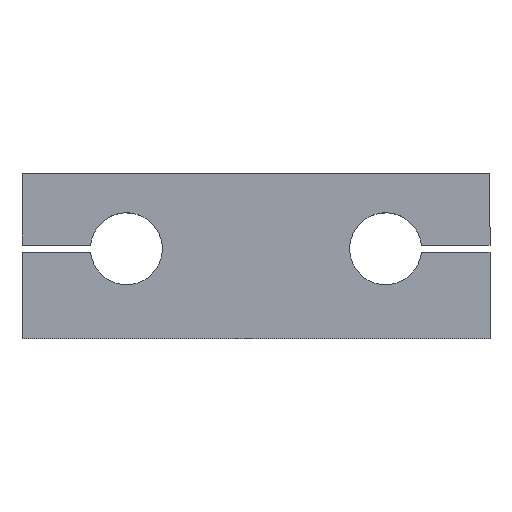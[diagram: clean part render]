
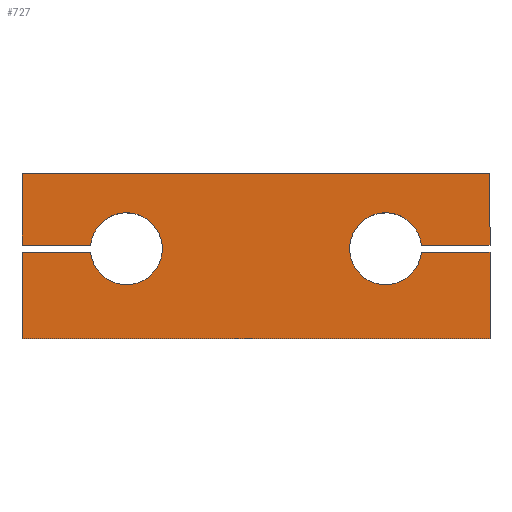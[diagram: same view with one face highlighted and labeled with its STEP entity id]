
A CAD part, top view. The second image highlights one B-rep face of the part: STEP entity #727.
In plain terms, the highlighted planar face has unit normal (0, 0, 1).
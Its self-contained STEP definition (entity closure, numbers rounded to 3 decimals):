
#11 = ORIENTED_EDGE ( 'NONE', *, *, #268, .T. ) ;
#14 = EDGE_CURVE ( 'NONE', #104, #357, #396, .T. ) ;
#15 = VERTEX_POINT ( 'NONE', #674 ) ;
#16 = ORIENTED_EDGE ( 'NONE', *, *, #556, .F. ) ;
#21 = AXIS2_PLACEMENT_3D ( 'NONE', #703, #774, #169 ) ;
#30 = CARTESIAN_POINT ( 'NONE',  ( 65., 46., 10. ) ) ;
#31 = VERTEX_POINT ( 'NONE', #141 ) ;
#41 = ORIENTED_EDGE ( 'NONE', *, *, #356, .T. ) ;
#42 = CARTESIAN_POINT ( 'NONE',  ( -65., 26., 10. ) ) ;
#43 = CARTESIAN_POINT ( 'NONE',  ( 65., 26., 10. ) ) ;
#44 = LINE ( 'NONE', #648, #681 ) ;
#47 = DIRECTION ( 'NONE',  ( -1., 0., 0. ) ) ;
#50 = CARTESIAN_POINT ( 'NONE',  ( -36., 25., 10. ) ) ;
#53 = LINE ( 'NONE', #43, #659 ) ;
#57 = CARTESIAN_POINT ( 'NONE',  ( -65., 24., 10. ) ) ;
#92 = VECTOR ( 'NONE', #439, 1000. ) ;
#104 = VERTEX_POINT ( 'NONE', #30 ) ;
#110 = CARTESIAN_POINT ( 'NONE',  ( -65., 46., 10. ) ) ;
#120 = DIRECTION ( 'NONE',  ( 0., 1., 0. ) ) ;
#135 = VERTEX_POINT ( 'NONE', #324 ) ;
#138 = CIRCLE ( 'NONE', #21, 10. ) ;
#141 = CARTESIAN_POINT ( 'NONE',  ( 45.95, 24., 10. ) ) ;
#169 = DIRECTION ( 'NONE',  ( -1., 0., 0. ) ) ;
#171 = CARTESIAN_POINT ( 'NONE',  ( 65., 0., 10. ) ) ;
#177 = EDGE_CURVE ( 'NONE', #334, #104, #44, .T. ) ;
#192 = LINE ( 'NONE', #445, #669 ) ;
#197 = ORIENTED_EDGE ( 'NONE', *, *, #494, .T. ) ;
#203 = EDGE_CURVE ( 'NONE', #352, #15, #416, .T. ) ;
#232 = CARTESIAN_POINT ( 'NONE',  ( -45.95, 24., 10. ) ) ;
#235 = ORIENTED_EDGE ( 'NONE', *, *, #804, .F. ) ;
#243 = CARTESIAN_POINT ( 'NONE',  ( -65., 26., 10. ) ) ;
#247 = VECTOR ( 'NONE', #776, 1000. ) ;
#249 = CARTESIAN_POINT ( 'NONE',  ( 45.95, 26., 10. ) ) ;
#262 = ORIENTED_EDGE ( 'NONE', *, *, #810, .F. ) ;
#268 = EDGE_CURVE ( 'NONE', #807, #31, #666, .T. ) ;
#273 = DIRECTION ( 'NONE',  ( -1., 0., 0. ) ) ;
#278 = EDGE_LOOP ( 'NONE', ( #11, #41, #339, #492, #538, #197, #16, #235, #262, #454, #629, #593 ) ) ;
#282 = VECTOR ( 'NONE', #553, 1000. ) ;
#291 = LINE ( 'NONE', #57, #438 ) ;
#299 = DIRECTION ( 'NONE',  ( 1., 0., 0. ) ) ;
#302 = DIRECTION ( 'NONE',  ( 0., 0., 1. ) ) ;
#307 = CARTESIAN_POINT ( 'NONE',  ( -45.95, 26., 10. ) ) ;
#311 = CIRCLE ( 'NONE', #815, 10. ) ;
#324 = CARTESIAN_POINT ( 'NONE',  ( -65., 24., 10. ) ) ;
#326 = VERTEX_POINT ( 'NONE', #42 ) ;
#334 = VERTEX_POINT ( 'NONE', #633 ) ;
#339 = ORIENTED_EDGE ( 'NONE', *, *, #819, .T. ) ;
#352 = VERTEX_POINT ( 'NONE', #558 ) ;
#356 = EDGE_CURVE ( 'NONE', #31, #583, #138, .T. ) ;
#357 = VERTEX_POINT ( 'NONE', #110 ) ;
#358 = CARTESIAN_POINT ( 'NONE',  ( -65., 0., 10. ) ) ;
#375 = EDGE_CURVE ( 'NONE', #135, #352, #543, .T. ) ;
#396 = LINE ( 'NONE', #458, #658 ) ;
#416 = LINE ( 'NONE', #628, #282 ) ;
#417 = DIRECTION ( 'NONE',  ( 1., 0., 0. ) ) ;
#438 = VECTOR ( 'NONE', #299, 1000. ) ;
#439 = DIRECTION ( 'NONE',  ( -1., 0., 0. ) ) ;
#445 = CARTESIAN_POINT ( 'NONE',  ( -65., 0., 10. ) ) ;
#454 = ORIENTED_EDGE ( 'NONE', *, *, #375, .T. ) ;
#458 = CARTESIAN_POINT ( 'NONE',  ( -65., 46., 10. ) ) ;
#470 = CARTESIAN_POINT ( 'NONE',  ( 65., 24., 10. ) ) ;
#473 = AXIS2_PLACEMENT_3D ( 'NONE', #570, #705, #47 ) ;
#477 = DIRECTION ( 'NONE',  ( 0., -1., 0. ) ) ;
#484 = LINE ( 'NONE', #171, #247 ) ;
#492 = ORIENTED_EDGE ( 'NONE', *, *, #177, .T. ) ;
#494 = EDGE_CURVE ( 'NONE', #357, #326, #192, .T. ) ;
#538 = ORIENTED_EDGE ( 'NONE', *, *, #14, .T. ) ;
#543 = LINE ( 'NONE', #358, #736 ) ;
#553 = DIRECTION ( 'NONE',  ( 1., 0., 0. ) ) ;
#556 = EDGE_CURVE ( 'NONE', #600, #326, #839, .T. ) ;
#558 = CARTESIAN_POINT ( 'NONE',  ( -65., 0., 10. ) ) ;
#560 = FACE_OUTER_BOUND ( 'NONE', #278, .T. ) ;
#570 = CARTESIAN_POINT ( 'NONE',  ( 0., 0., 10. ) ) ;
#583 = VERTEX_POINT ( 'NONE', #249 ) ;
#593 = ORIENTED_EDGE ( 'NONE', *, *, #840, .T. ) ;
#600 = VERTEX_POINT ( 'NONE', #307 ) ;
#628 = CARTESIAN_POINT ( 'NONE',  ( -65., 0., 10. ) ) ;
#629 = ORIENTED_EDGE ( 'NONE', *, *, #203, .T. ) ;
#630 = CARTESIAN_POINT ( 'NONE',  ( 65., 24., 10. ) ) ;
#633 = CARTESIAN_POINT ( 'NONE',  ( 65., 26., 10. ) ) ;
#635 = PLANE ( 'NONE',  #473 ) ;
#648 = CARTESIAN_POINT ( 'NONE',  ( 65., 0., 10. ) ) ;
#658 = VECTOR ( 'NONE', #737, 1000. ) ;
#659 = VECTOR ( 'NONE', #417, 1000. ) ;
#666 = LINE ( 'NONE', #470, #836 ) ;
#669 = VECTOR ( 'NONE', #835, 1000. ) ;
#674 = CARTESIAN_POINT ( 'NONE',  ( 65., 0., 10. ) ) ;
#681 = VECTOR ( 'NONE', #120, 1000. ) ;
#701 = DIRECTION ( 'NONE',  ( 1., 0., 0. ) ) ;
#703 = CARTESIAN_POINT ( 'NONE',  ( 36., 25., 10. ) ) ;
#705 = DIRECTION ( 'NONE',  ( 0., 0., -1. ) ) ;
#727 = ADVANCED_FACE ( 'NONE', ( #560 ), #635, .F. ) ;
#736 = VECTOR ( 'NONE', #477, 1000. ) ;
#737 = DIRECTION ( 'NONE',  ( -1., 0., 0. ) ) ;
#774 = DIRECTION ( 'NONE',  ( 0., 0., -1. ) ) ;
#776 = DIRECTION ( 'NONE',  ( 0., 1., 0. ) ) ;
#781 = VERTEX_POINT ( 'NONE', #232 ) ;
#804 = EDGE_CURVE ( 'NONE', #781, #600, #311, .T. ) ;
#807 = VERTEX_POINT ( 'NONE', #630 ) ;
#810 = EDGE_CURVE ( 'NONE', #135, #781, #291, .T. ) ;
#815 = AXIS2_PLACEMENT_3D ( 'NONE', #50, #302, #701 ) ;
#819 = EDGE_CURVE ( 'NONE', #583, #334, #53, .T. ) ;
#835 = DIRECTION ( 'NONE',  ( 0., -1., 0. ) ) ;
#836 = VECTOR ( 'NONE', #273, 1000. ) ;
#839 = LINE ( 'NONE', #243, #92 ) ;
#840 = EDGE_CURVE ( 'NONE', #15, #807, #484, .T. ) ;
